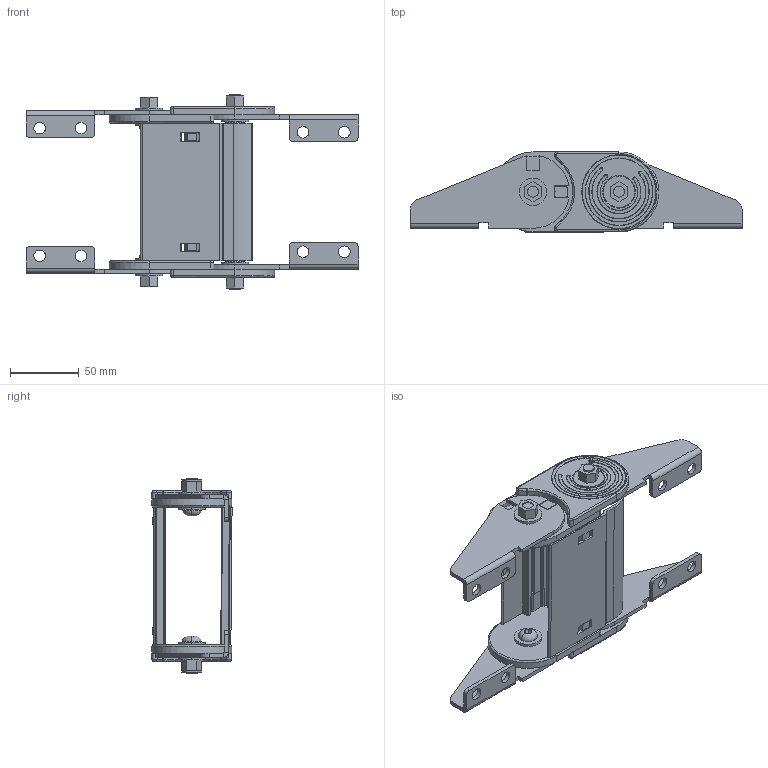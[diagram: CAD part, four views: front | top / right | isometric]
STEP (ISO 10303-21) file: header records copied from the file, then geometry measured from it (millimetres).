
FILE_DESCRIPTION (( 'STEP AP214' ), '1' );
FILE_NAME ('CK42-K100-METAL AYAK.STEP', '2019-09-16T12:38:20', ( '' ), ( '' ), 'SwSTEP 2.0', 'SolidWorks 2017', '' );
FILE_SCHEMA (( 'AUTOMOTIVE_DESIGN' ));
Length unit declared in the file: millimetre
Products named in the file (1): CK42-K100-METAL AYAK
Bounding box: 241.5 x 58.3 x 142.12 mm (x, y, z)
Volume: 180386 mm3; surface area: 132212.4 mm2
Topology: 25 solids, 25 shells, 876 faces, 2220 edges, 1432 vertices
Faces by surface type: plane 466, cylinder 340, bspline 62, torus 8
Entity records: 41259 total; most frequent: CARTESIAN_POINT 20686, ORIENTED_EDGE 4432, DIRECTION 3696, EDGE_CURVE 2216, VERTEX_POINT 1432, LINE 1330, VECTOR 1330, AXIS2_PLACEMENT_3D 1183
